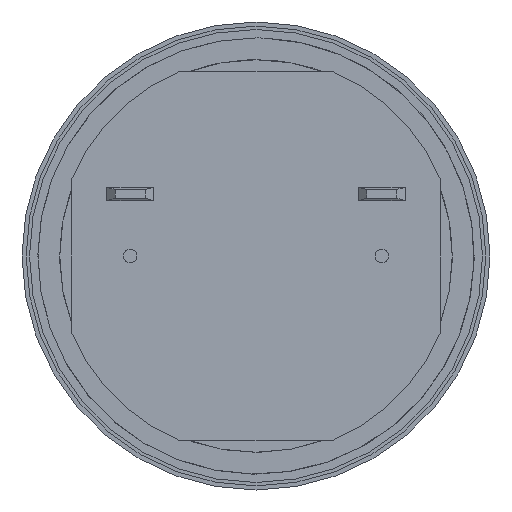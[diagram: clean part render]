
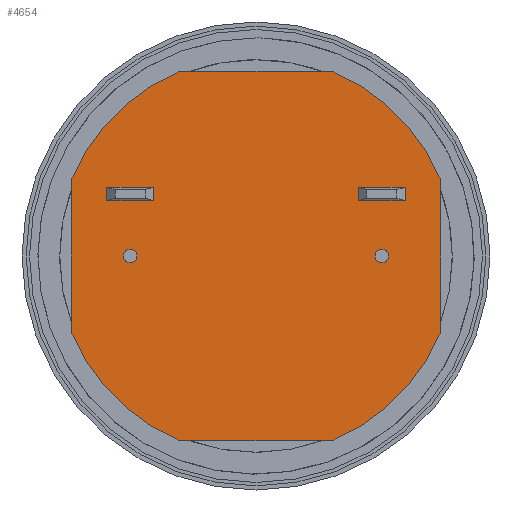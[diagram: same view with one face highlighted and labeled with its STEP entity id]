
A CAD part, front view. The second image highlights one B-rep face of the part: STEP entity #4654.
In plain terms, the highlighted planar face has unit normal (0, -1, 0).
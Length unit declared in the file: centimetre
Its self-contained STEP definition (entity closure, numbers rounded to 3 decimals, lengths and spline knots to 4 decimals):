
#260=LINE($,#7506,#584);
#274=LINE($,#7535,#598);
#278=LINE($,#7543,#602);
#281=LINE($,#7548,#605);
#282=LINE($,#7550,#606);
#284=LINE($,#7555,#608);
#286=LINE($,#7558,#610);
#287=LINE($,#7560,#611);
#298=LINE($,#7605,#622);
#302=LINE($,#7614,#626);
#306=LINE($,#7623,#630);
#310=LINE($,#7631,#634);
#584=VECTOR($,#5772,0.08);
#598=VECTOR($,#5796,0.08);
#602=VECTOR($,#5804,0.08);
#605=VECTOR($,#5811,0.28);
#606=VECTOR($,#5814,0.28);
#608=VECTOR($,#5818,0.08);
#610=VECTOR($,#5822,0.28);
#611=VECTOR($,#5825,0.28);
#622=VECTOR($,#5874,0.908);
#626=VECTOR($,#5884,0.908);
#630=VECTOR($,#5894,0.908);
#634=VECTOR($,#5904,0.908);
#891=PLANE($,#5026);
#997=FACE_BOUND($,#1430,.T.);
#998=FACE_BOUND($,#1431,.T.);
#999=FACE_BOUND($,#1432,.T.);
#1000=FACE_BOUND($,#1433,.T.);
#1139=FACE_OUTER_BOUND($,#1429,.T.);
#1429=EDGE_LOOP($,(#3533,#3534,#3535,#3536,#3537,#3538,#3539,#3540));
#1430=EDGE_LOOP($,(#3541,#3542,#3543,#3544));
#1431=EDGE_LOOP($,(#3545,#3546,#3547,#3548));
#1432=EDGE_LOOP($,(#3549));
#1433=EDGE_LOOP($,(#3550));
#1751=CIRCLE($,#5000,0.04);
#1753=CIRCLE($,#5004,0.04);
#1758=CIRCLE($,#5015,1.19);
#1759=CIRCLE($,#5018,1.19);
#1760=CIRCLE($,#5021,1.19);
#1761=CIRCLE($,#5024,1.19);
#2114=VERTEX_POINT($,#7503);
#2115=VERTEX_POINT($,#7505);
#2124=VERTEX_POINT($,#7532);
#2125=VERTEX_POINT($,#7534);
#2126=VERTEX_POINT($,#7540);
#2127=VERTEX_POINT($,#7542);
#2128=VERTEX_POINT($,#7552);
#2129=VERTEX_POINT($,#7554);
#2131=VERTEX_POINT($,#7564);
#2133=VERTEX_POINT($,#7570);
#2142=VERTEX_POINT($,#7598);
#2143=VERTEX_POINT($,#7599);
#2144=VERTEX_POINT($,#7604);
#2145=VERTEX_POINT($,#7609);
#2146=VERTEX_POINT($,#7613);
#2147=VERTEX_POINT($,#7618);
#2148=VERTEX_POINT($,#7622);
#2149=VERTEX_POINT($,#7627);
#2630=EDGE_CURVE($,#2115,#2114,#260,.T.);
#2644=EDGE_CURVE($,#2125,#2124,#274,.T.);
#2648=EDGE_CURVE($,#2127,#2126,#278,.T.);
#2651=EDGE_CURVE($,#2126,#2115,#281,.T.);
#2652=EDGE_CURVE($,#2114,#2127,#282,.T.);
#2654=EDGE_CURVE($,#2129,#2128,#284,.T.);
#2656=EDGE_CURVE($,#2128,#2125,#286,.T.);
#2657=EDGE_CURVE($,#2124,#2129,#287,.T.);
#2659=EDGE_CURVE($,#2131,#2131,#1751,.T.);
#2661=EDGE_CURVE($,#2133,#2133,#1753,.T.);
#2674=EDGE_CURVE($,#2142,#2143,#1758,.T.);
#2677=EDGE_CURVE($,#2143,#2144,#298,.T.);
#2680=EDGE_CURVE($,#2144,#2145,#1759,.T.);
#2682=EDGE_CURVE($,#2145,#2146,#302,.T.);
#2685=EDGE_CURVE($,#2146,#2147,#1760,.T.);
#2687=EDGE_CURVE($,#2147,#2148,#306,.T.);
#2690=EDGE_CURVE($,#2148,#2149,#1761,.T.);
#2692=EDGE_CURVE($,#2149,#2142,#310,.T.);
#3533=ORIENTED_EDGE($,*,*,#2674,.F.);
#3534=ORIENTED_EDGE($,*,*,#2692,.F.);
#3535=ORIENTED_EDGE($,*,*,#2690,.F.);
#3536=ORIENTED_EDGE($,*,*,#2687,.F.);
#3537=ORIENTED_EDGE($,*,*,#2685,.F.);
#3538=ORIENTED_EDGE($,*,*,#2682,.F.);
#3539=ORIENTED_EDGE($,*,*,#2680,.F.);
#3540=ORIENTED_EDGE($,*,*,#2677,.F.);
#3541=ORIENTED_EDGE($,*,*,#2648,.T.);
#3542=ORIENTED_EDGE($,*,*,#2651,.T.);
#3543=ORIENTED_EDGE($,*,*,#2630,.T.);
#3544=ORIENTED_EDGE($,*,*,#2652,.T.);
#3545=ORIENTED_EDGE($,*,*,#2654,.T.);
#3546=ORIENTED_EDGE($,*,*,#2656,.T.);
#3547=ORIENTED_EDGE($,*,*,#2644,.T.);
#3548=ORIENTED_EDGE($,*,*,#2657,.T.);
#3549=ORIENTED_EDGE($,*,*,#2659,.T.);
#3550=ORIENTED_EDGE($,*,*,#2661,.T.);
#4654=ADVANCED_FACE($,(#1139,#997,#998,#999,#1000),#891,.F.);
#5000=AXIS2_PLACEMENT_3D($,#7565,#5830,#5831);
#5004=AXIS2_PLACEMENT_3D($,#7571,#5838,#5839);
#5015=AXIS2_PLACEMENT_3D($,#7600,#5868,#5869);
#5018=AXIS2_PLACEMENT_3D($,#7610,#5879,#5880);
#5021=AXIS2_PLACEMENT_3D($,#7619,#5889,#5890);
#5024=AXIS2_PLACEMENT_3D($,#7628,#5899,#5900);
#5026=AXIS2_PLACEMENT_3D($,#7633,#5906,#5907);
#5772=DIRECTION($,(0.,0.,-1.));
#5796=DIRECTION($,(0.,0.,-1.));
#5804=DIRECTION($,(0.,0.,1.));
#5811=DIRECTION($,(1.,0.,0.));
#5814=DIRECTION($,(-1.,0.,0.));
#5818=DIRECTION($,(0.,0.,1.));
#5822=DIRECTION($,(1.,0.,0.));
#5825=DIRECTION($,(-1.,0.,0.));
#5830=DIRECTION('center_axis',(0.,1.,0.));
#5831=DIRECTION('ref_axis',(1.,0.,0.));
#5838=DIRECTION('center_axis',(0.,1.,0.));
#5839=DIRECTION('ref_axis',(1.,0.,0.));
#5868=DIRECTION('center_axis',(0.,1.,0.));
#5869=DIRECTION('ref_axis',(1.,0.,0.));
#5874=DIRECTION($,(-1.,0.,0.));
#5879=DIRECTION('center_axis',(0.,1.,0.));
#5880=DIRECTION('ref_axis',(1.,0.,0.));
#5884=DIRECTION($,(0.,0.,1.));
#5889=DIRECTION('center_axis',(0.,1.,0.));
#5890=DIRECTION('ref_axis',(1.,0.,0.));
#5894=DIRECTION($,(1.,0.,0.));
#5899=DIRECTION('center_axis',(0.,1.,0.));
#5900=DIRECTION('ref_axis',(1.,0.,0.));
#5904=DIRECTION($,(0.,0.,-1.));
#5906=DIRECTION('center_axis',(0.,1.,0.));
#5907=DIRECTION('ref_axis',(1.,0.,0.));
#7503=CARTESIAN_POINT('',(-0.8349,-3.4431,0.33));
#7505=CARTESIAN_POINT('',(-0.8349,-3.4431,0.41));
#7506=CARTESIAN_POINT($,(-0.8349,-3.4431,0.205));
#7532=CARTESIAN_POINT('',(0.6651,-3.4431,0.33));
#7534=CARTESIAN_POINT('',(0.6651,-3.4431,0.41));
#7535=CARTESIAN_POINT($,(0.6651,-3.4431,0.205));
#7540=CARTESIAN_POINT('',(-1.1149,-3.4431,0.41));
#7542=CARTESIAN_POINT('',(-1.1149,-3.4431,0.33));
#7543=CARTESIAN_POINT($,(-1.1149,-3.4431,0.165));
#7548=CARTESIAN_POINT($,(-0.6699,-3.4431,0.41));
#7550=CARTESIAN_POINT($,(-0.5299,-3.4431,0.33));
#7552=CARTESIAN_POINT('',(0.3851,-3.4431,0.41));
#7554=CARTESIAN_POINT('',(0.3851,-3.4431,0.33));
#7555=CARTESIAN_POINT($,(0.3851,-3.4431,0.165));
#7558=CARTESIAN_POINT($,(0.0801,-3.4431,0.41));
#7560=CARTESIAN_POINT($,(0.2201,-3.4431,0.33));
#7564=CARTESIAN_POINT('',(0.5651,-3.4431,0.));
#7565=CARTESIAN_POINT('Origin',(0.5251,-3.4431,0.));
#7570=CARTESIAN_POINT('',(-0.9349,-3.4431,0.));
#7571=CARTESIAN_POINT('Origin',(-0.9749,-3.4431,0.));
#7598=CARTESIAN_POINT('',(0.8751,-3.4431,-0.454));
#7599=CARTESIAN_POINT('',(0.2291,-3.4431,-1.1));
#7600=CARTESIAN_POINT('Origin',(-0.2249,-3.4431,0.));
#7604=CARTESIAN_POINT('',(-0.6789,-3.4431,-1.1));
#7605=CARTESIAN_POINT($,(-0.2249,-3.4431,-1.1));
#7609=CARTESIAN_POINT('',(-1.3249,-3.4431,-0.454));
#7610=CARTESIAN_POINT('Origin',(-0.2249,-3.4431,0.));
#7613=CARTESIAN_POINT('',(-1.3249,-3.4431,0.454));
#7614=CARTESIAN_POINT($,(-1.3249,-3.4431,0.));
#7618=CARTESIAN_POINT('',(-0.6789,-3.4431,1.1));
#7619=CARTESIAN_POINT('Origin',(-0.2249,-3.4431,0.));
#7622=CARTESIAN_POINT('',(0.2291,-3.4431,1.1));
#7623=CARTESIAN_POINT($,(-0.2249,-3.4431,1.1));
#7627=CARTESIAN_POINT('',(0.8751,-3.4431,0.454));
#7628=CARTESIAN_POINT('Origin',(-0.2249,-3.4431,0.));
#7631=CARTESIAN_POINT($,(0.8751,-3.4431,0.));
#7633=CARTESIAN_POINT('Origin',(-0.2249,-3.4431,0.));
